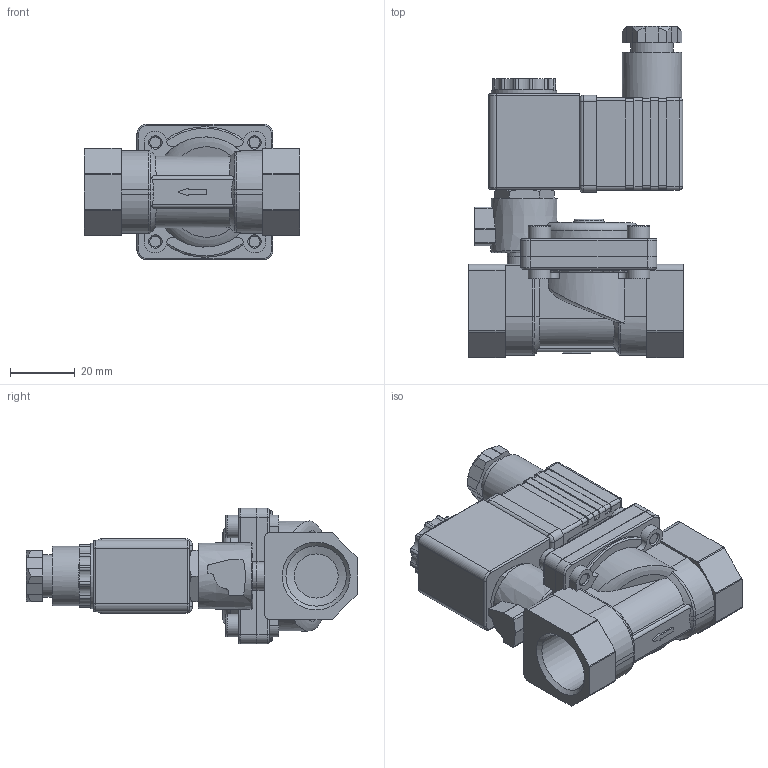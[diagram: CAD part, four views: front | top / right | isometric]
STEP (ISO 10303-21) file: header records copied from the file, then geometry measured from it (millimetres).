
FILE_DESCRIPTION((''),'2;1');
FILE_NAME('ES2A13P015H24=.stp','2022-01-25T11:53:15',('RL'),(''),'Autodesk Inventor 2012','Autodesk Inventor 2012','');
FILE_SCHEMA(('AUTOMOTIVE_DESIGN { 1 0 10303 214 1 1 1 1 }'));
Length unit declared in the file: millimetre
Products named in the file (3): ES2A13P015H24/=; ES2A13E015H23050; GDB09
Assembly tree (2 placements, depth 2):
  ES2A13P015H24/=
    ES2A13E015H23050
    GDB09
Bounding box: 66.4 x 102.25 x 41.95 mm (x, y, z)
Volume: 99084.2 mm3; surface area: 28223.1 mm2
Topology: 3 solids, 3 shells, 570 faces, 1487 edges, 962 vertices
Faces by surface type: plane 294, cylinder 205, cone 33, torus 28, bspline 6, sphere 4
Full cylindrical faces by diameter (mm): 1.7 x3, 2.459 x1, 5 x1, 6 x1, 6.9 x1, 7 x4, 7.1 x1, 11 x1, 13.2 x1, 13.6 x2, 18.3 x1, 18.631 x2, 20.2 x1
Entity records: 18294 total; most frequent: CARTESIAN_POINT 3878, DIRECTION 2950, ORIENTED_EDGE 2868, EDGE_CURVE 1434, AXIS2_PLACEMENT_3D 1059, VERTEX_POINT 948, VECTOR 832, LINE 832
